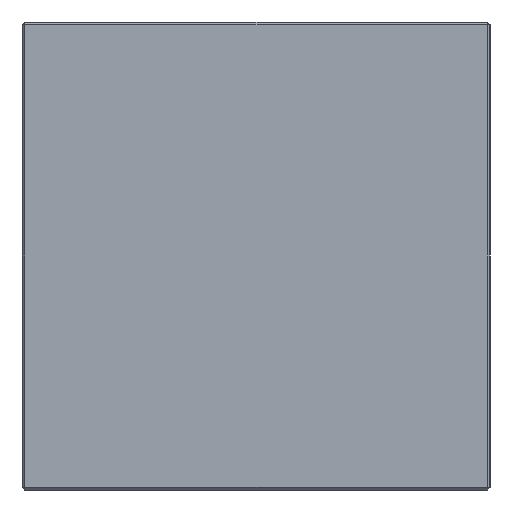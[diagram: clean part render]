
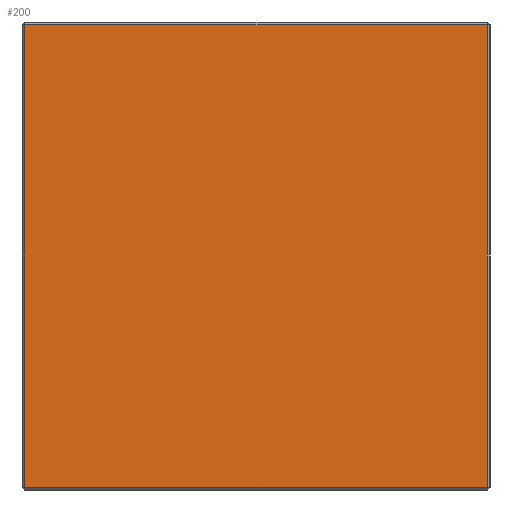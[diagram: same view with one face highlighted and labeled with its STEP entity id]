
A CAD part, left-side view. The second image highlights one B-rep face of the part: STEP entity #200.
In plain terms, the highlighted planar face has unit normal (-1, 0, 0).
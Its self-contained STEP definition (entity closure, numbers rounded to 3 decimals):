
#173=FACE_OUTER_BOUND('',#564,.T.);
#200=ADVANCED_FACE('',(#173),#285,.F.);
#285=PLANE('',#1200);
#329=LINE('',#1750,#377);
#330=LINE('',#1753,#378);
#331=LINE('',#1755,#379);
#332=LINE('',#1757,#380);
#377=VECTOR('',#1392,1.);
#378=VECTOR('',#1393,1.);
#379=VECTOR('',#1394,1.);
#380=VECTOR('',#1395,1.);
#564=EDGE_LOOP('',(#724,#725,#726,#727));
#724=ORIENTED_EDGE('',*,*,#1045,.T.);
#725=ORIENTED_EDGE('',*,*,#1046,.T.);
#726=ORIENTED_EDGE('',*,*,#1047,.T.);
#727=ORIENTED_EDGE('',*,*,#1048,.T.);
#944=VERTEX_POINT('',#1751);
#945=VERTEX_POINT('',#1752);
#946=VERTEX_POINT('',#1754);
#947=VERTEX_POINT('',#1756);
#1045=EDGE_CURVE('',#944,#945,#329,.T.);
#1046=EDGE_CURVE('',#945,#946,#330,.T.);
#1047=EDGE_CURVE('',#946,#947,#331,.T.);
#1048=EDGE_CURVE('',#947,#944,#332,.T.);
#1200=AXIS2_PLACEMENT_3D('',#1758,#1396,#1397);
#1392=DIRECTION('',(0.,-1.,0.));
#1393=DIRECTION('',(0.,0.,1.));
#1394=DIRECTION('',(0.,1.,0.));
#1395=DIRECTION('',(0.,0.,-1.));
#1396=DIRECTION('',(1.,0.,0.));
#1397=DIRECTION('',(0.,0.,-1.));
#1750=CARTESIAN_POINT('',(-205.,0.,-175.5));
#1751=CARTESIAN_POINT('',(-205.,175.5,-175.5));
#1752=CARTESIAN_POINT('',(-205.,-175.5,-175.5));
#1753=CARTESIAN_POINT('',(-205.,-175.5,0.));
#1754=CARTESIAN_POINT('',(-205.,-175.5,175.5));
#1755=CARTESIAN_POINT('',(-205.,0.,175.5));
#1756=CARTESIAN_POINT('',(-205.,175.5,175.5));
#1757=CARTESIAN_POINT('',(-205.,175.5,0.));
#1758=CARTESIAN_POINT('',(-205.,0.,0.));
